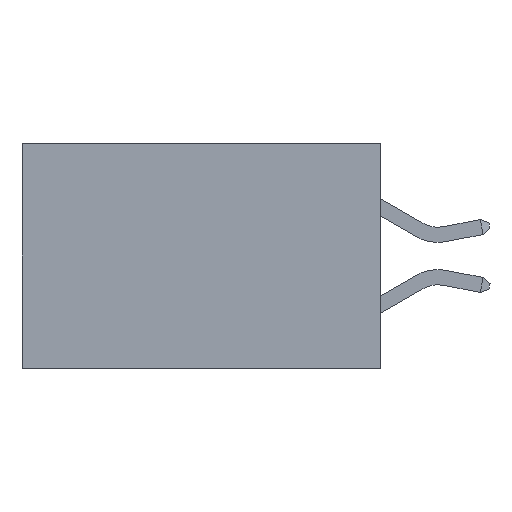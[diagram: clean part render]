
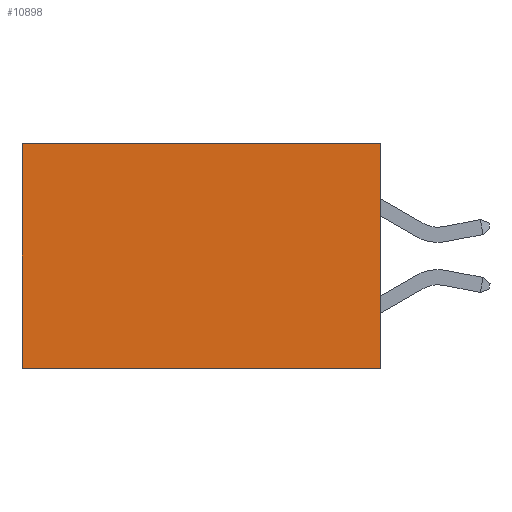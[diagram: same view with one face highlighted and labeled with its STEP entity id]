
A CAD part, left-side view. The second image highlights one B-rep face of the part: STEP entity #10898.
In plain terms, the highlighted planar face has unit normal (-1, 0, 0).
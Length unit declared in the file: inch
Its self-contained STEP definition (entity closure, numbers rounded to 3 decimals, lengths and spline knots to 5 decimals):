
#830 = CARTESIAN_POINT ( 'NONE',  ( 0.277, 0., 0. ) ) ;
#872 = CARTESIAN_POINT ( 'NONE',  ( 0.277, 0., -0.37 ) ) ;
#1616 = VECTOR ( 'NONE', #2708, 39.37008 ) ;
#1833 = EDGE_LOOP ( 'NONE', ( #10024, #9942, #11556, #11463 ) ) ;
#2308 = VERTEX_POINT ( 'NONE', #8578 ) ;
#2708 = DIRECTION ( 'NONE',  ( 0., 0., -1. ) ) ;
#2861 = EDGE_CURVE ( 'NONE', #4186, #4523, #12016, .T. ) ;
#2978 = DIRECTION ( 'NONE',  ( 1., 0., 0. ) ) ;
#3689 = VERTEX_POINT ( 'NONE', #8512 ) ;
#4112 = VECTOR ( 'NONE', #7762, 39.37008 ) ;
#4180 = VECTOR ( 'NONE', #4239, 39.37008 ) ;
#4186 = VERTEX_POINT ( 'NONE', #5210 ) ;
#4239 = DIRECTION ( 'NONE',  ( 0., 0., -1. ) ) ;
#4523 = VERTEX_POINT ( 'NONE', #8953 ) ;
#4696 = AXIS2_PLACEMENT_3D ( 'NONE', #872, #2978, #9972 ) ;
#5210 = CARTESIAN_POINT ( 'NONE',  ( 0.277, 0., -0.37 ) ) ;
#7762 = DIRECTION ( 'NONE',  ( 0., 1., 0. ) ) ;
#7835 = LINE ( 'NONE', #9249, #4180 ) ;
#8273 = EDGE_CURVE ( 'NONE', #3689, #4186, #7835, .T. ) ;
#8512 = CARTESIAN_POINT ( 'NONE',  ( 0.277, 0., 0. ) ) ;
#8569 = CARTESIAN_POINT ( 'NONE',  ( 0.277, 0., -0.37 ) ) ;
#8578 = CARTESIAN_POINT ( 'NONE',  ( 0.277, 0.59, 0. ) ) ;
#8953 = CARTESIAN_POINT ( 'NONE',  ( 0.277, 0.59, -0.37 ) ) ;
#8961 = DIRECTION ( 'NONE',  ( 0., 1., 0. ) ) ;
#9249 = CARTESIAN_POINT ( 'NONE',  ( 0.277, 0., -0.37 ) ) ;
#9698 = FACE_OUTER_BOUND ( 'NONE', #1833, .T. ) ;
#9942 = ORIENTED_EDGE ( 'NONE', *, *, #2861, .F. ) ;
#9972 = DIRECTION ( 'NONE',  ( 0., 0., -1. ) ) ;
#9977 = LINE ( 'NONE', #11608, #1616 ) ;
#10024 = ORIENTED_EDGE ( 'NONE', *, *, #11989, .T. ) ;
#10880 = EDGE_CURVE ( 'NONE', #3689, #2308, #12896, .T. ) ;
#10898 = ADVANCED_FACE ( 'NONE', ( #9698 ), #12865, .F. ) ;
#11463 = ORIENTED_EDGE ( 'NONE', *, *, #10880, .T. ) ;
#11556 = ORIENTED_EDGE ( 'NONE', *, *, #8273, .F. ) ;
#11608 = CARTESIAN_POINT ( 'NONE',  ( 0.277, 0.59, -0.37 ) ) ;
#11989 = EDGE_CURVE ( 'NONE', #2308, #4523, #9977, .T. ) ;
#12016 = LINE ( 'NONE', #8569, #4112 ) ;
#12598 = VECTOR ( 'NONE', #8961, 39.37008 ) ;
#12865 = PLANE ( 'NONE',  #4696 ) ;
#12896 = LINE ( 'NONE', #830, #12598 ) ;
